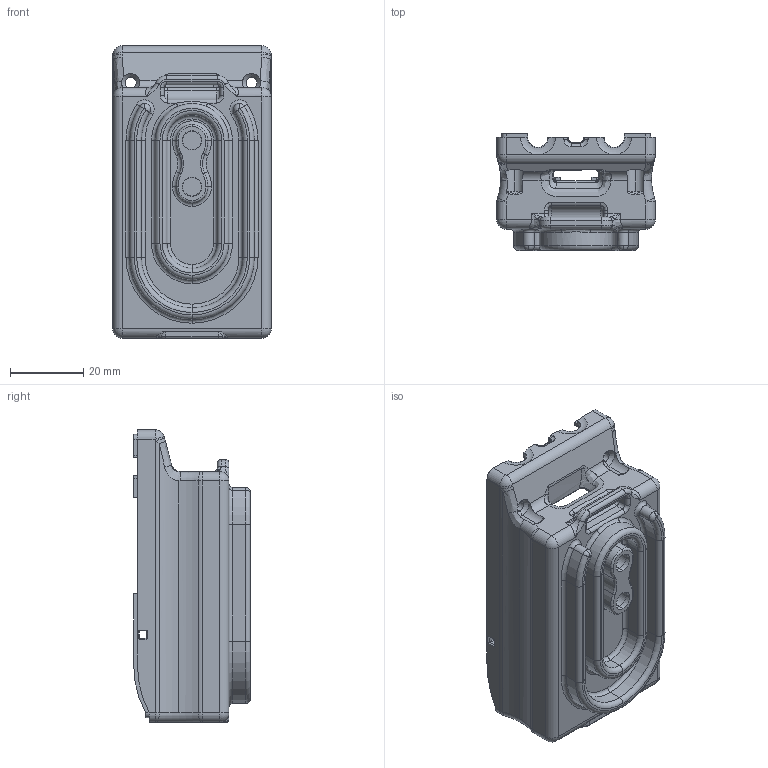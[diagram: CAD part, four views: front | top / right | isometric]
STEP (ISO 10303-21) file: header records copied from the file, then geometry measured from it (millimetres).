
FILE_DESCRIPTION (( 'STEP AP203' ), '1' );
FILE_NAME ('7146_Tympan_Rev-F_Bottom_Case_Belt_Mount.STEP', '2024-09-24T19:08:26', ( '' ), ( '' ), 'SwSTEP 2.0', 'SolidWorks 2023', '' );
FILE_SCHEMA (( 'CONFIG_CONTROL_DESIGN' ));
Length unit declared in the file: inch
Products named in the file (1): 7146_Tympan_Rev-F_Bottom_Case_Belt_Mount
Bounding box: 43.24 x 31.85 x 79.8 mm (x, y, z)
Volume: 19506.8 mm3; surface area: 20051.3 mm2
Topology: 1 solids, 1 shells, 657 faces, 1709 edges, 1027 vertices
Faces by surface type: cylinder 208, plane 183, torus 116, bspline 107, cone 31, sphere 12
Entity records: 29626 total; most frequent: CARTESIAN_POINT 14123, ORIENTED_EDGE 3374, DIRECTION 3179, EDGE_CURVE 1687, AXIS2_PLACEMENT_3D 1234, VERTEX_POINT 1027, LINE 711, VECTOR 711
